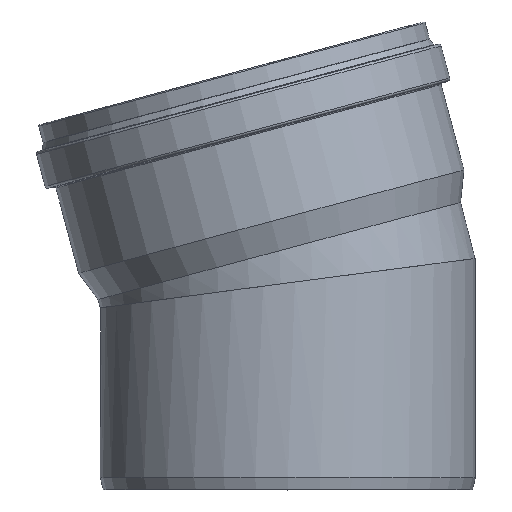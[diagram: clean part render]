
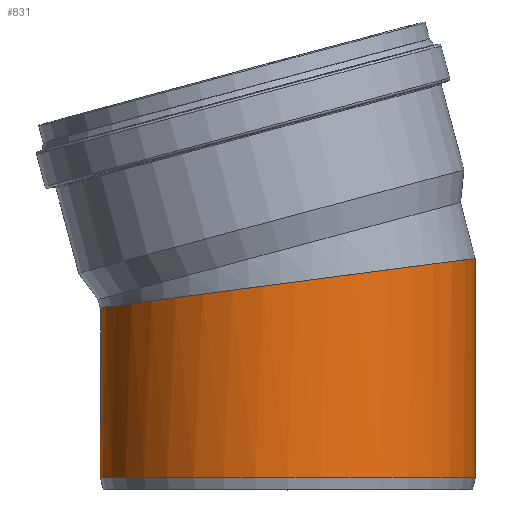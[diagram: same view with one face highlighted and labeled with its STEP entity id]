
A CAD part, top view. The second image highlights one B-rep face of the part: STEP entity #831.
In plain terms, the highlighted cylindrical face has radius 315 mm (diameter 630 mm), a full revolution.
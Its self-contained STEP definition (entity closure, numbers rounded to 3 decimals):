
#55=LINE('',#1638,#75);
#75=VECTOR('',#1362,315.);
#85=CYLINDRICAL_SURFACE('',#1036,315.);
#193=CIRCLE('',#1034,315.);
#194=CIRCLE('',#1035,315.);
#249=FACE_OUTER_BOUND('',#291,.T.);
#291=EDGE_LOOP('',(#781,#782,#783,#784,#785));
#295=ELLIPSE('',#1026,317.718,315.);
#387=VERTEX_POINT('',#1618);
#393=VERTEX_POINT('',#1632);
#394=VERTEX_POINT('',#1633);
#516=EDGE_CURVE('',#387,#387,#295,.T.);
#522=EDGE_CURVE('',#393,#394,#193,.T.);
#523=EDGE_CURVE('',#394,#393,#194,.T.);
#525=EDGE_CURVE('',#387,#394,#55,.T.);
#781=ORIENTED_EDGE('',*,*,#516,.T.);
#782=ORIENTED_EDGE('',*,*,#525,.T.);
#783=ORIENTED_EDGE('',*,*,#523,.T.);
#784=ORIENTED_EDGE('',*,*,#522,.T.);
#785=ORIENTED_EDGE('',*,*,#525,.F.);
#831=ADVANCED_FACE('',(#249),#85,.T.);
#1026=AXIS2_PLACEMENT_3D('',#1619,#1339,#1340);
#1034=AXIS2_PLACEMENT_3D('',#1634,#1355,#1356);
#1035=AXIS2_PLACEMENT_3D('',#1635,#1357,#1358);
#1036=AXIS2_PLACEMENT_3D('',#1637,#1360,#1361);
#1339=DIRECTION('center_axis',(0.131,-0.991,0.));
#1340=DIRECTION('ref_axis',(-0.991,-0.131,0.));
#1355=DIRECTION('center_axis',(0.,1.,0.));
#1356=DIRECTION('ref_axis',(1.,0.,0.));
#1357=DIRECTION('center_axis',(0.,1.,0.));
#1358=DIRECTION('ref_axis',(1.,0.,0.));
#1360=DIRECTION('center_axis',(0.,1.,0.));
#1361=DIRECTION('ref_axis',(-1.,0.,0.));
#1362=DIRECTION('',(0.,-1.,0.));
#1618=CARTESIAN_POINT('',(315.,387.941,0.));
#1619=CARTESIAN_POINT('Origin',(0.,346.471,0.));
#1632=CARTESIAN_POINT('',(-315.,20.,0.));
#1633=CARTESIAN_POINT('',(315.,20.,0.));
#1634=CARTESIAN_POINT('Origin',(0.,20.,0.));
#1635=CARTESIAN_POINT('Origin',(0.,20.,0.));
#1637=CARTESIAN_POINT('Origin',(0.,260.,0.));
#1638=CARTESIAN_POINT('',(315.,260.,0.));
